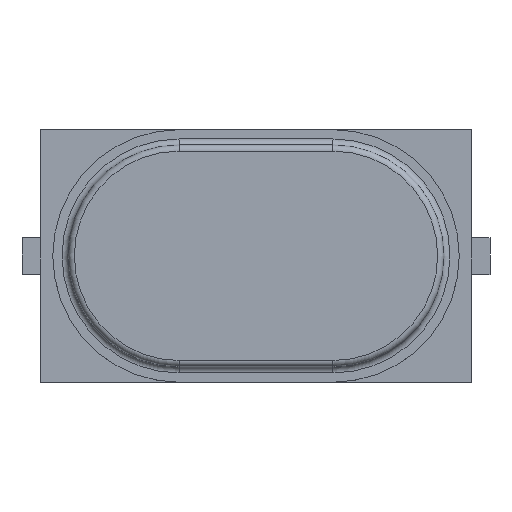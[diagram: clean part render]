
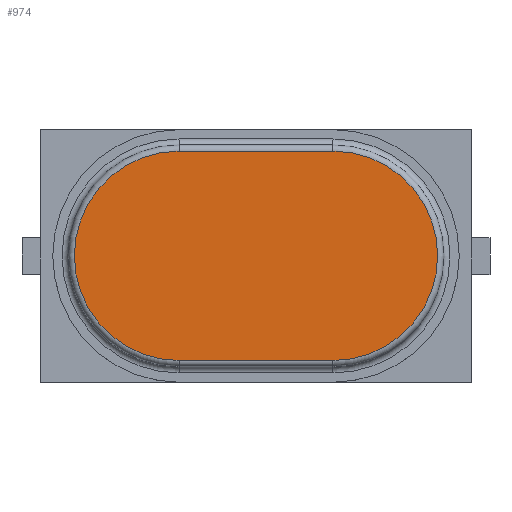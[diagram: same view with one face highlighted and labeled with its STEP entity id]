
A CAD part, top view. The second image highlights one B-rep face of the part: STEP entity #974.
In plain terms, the highlighted planar face has unit normal (0, 0, 1).
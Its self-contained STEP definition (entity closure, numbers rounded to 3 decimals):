
#974 = ADVANCED_FACE('',(#975),#1011,.T.);
#975 = FACE_BOUND('',#976,.T.);
#976 = EDGE_LOOP('',(#977,#987,#996,#1004));
#977 = ORIENTED_EDGE('',*,*,#978,.T.);
#978 = EDGE_CURVE('',#979,#981,#983,.T.);
#979 = VERTEX_POINT('',#980);
#980 = CARTESIAN_POINT('',(1.25,1.7,2.3));
#981 = VERTEX_POINT('',#982);
#982 = CARTESIAN_POINT('',(-1.25,1.7,2.3));
#983 = LINE('',#984,#985);
#984 = CARTESIAN_POINT('',(-1.25,1.7,2.3));
#985 = VECTOR('',#986,1.);
#986 = DIRECTION('',(-1.,0.,0.));
#987 = ORIENTED_EDGE('',*,*,#988,.T.);
#988 = EDGE_CURVE('',#981,#989,#991,.T.);
#989 = VERTEX_POINT('',#990);
#990 = CARTESIAN_POINT('',(-1.25,-1.7,2.3));
#991 = CIRCLE('',#992,1.7);
#992 = AXIS2_PLACEMENT_3D('',#993,#994,#995);
#993 = CARTESIAN_POINT('',(-1.25,0.,2.3));
#994 = DIRECTION('',(0.,0.,1.));
#995 = DIRECTION('',(0.,-1.,0.));
#996 = ORIENTED_EDGE('',*,*,#997,.T.);
#997 = EDGE_CURVE('',#989,#998,#1000,.T.);
#998 = VERTEX_POINT('',#999);
#999 = CARTESIAN_POINT('',(1.25,-1.7,2.3));
#1000 = LINE('',#1001,#1002);
#1001 = CARTESIAN_POINT('',(1.25,-1.7,2.3));
#1002 = VECTOR('',#1003,1.);
#1003 = DIRECTION('',(1.,0.,0.));
#1004 = ORIENTED_EDGE('',*,*,#1005,.T.);
#1005 = EDGE_CURVE('',#998,#979,#1006,.T.);
#1006 = CIRCLE('',#1007,1.7);
#1007 = AXIS2_PLACEMENT_3D('',#1008,#1009,#1010);
#1008 = CARTESIAN_POINT('',(1.25,0.,2.3));
#1009 = DIRECTION('',(0.,0.,1.));
#1010 = DIRECTION('',(0.,-1.,0.));
#1011 = PLANE('',#1012);
#1012 = AXIS2_PLACEMENT_3D('',#1013,#1014,#1015);
#1013 = CARTESIAN_POINT('',(0.,0.,2.3));
#1014 = DIRECTION('',(0.,0.,1.));
#1015 = DIRECTION('',(0.,-1.,0.));
